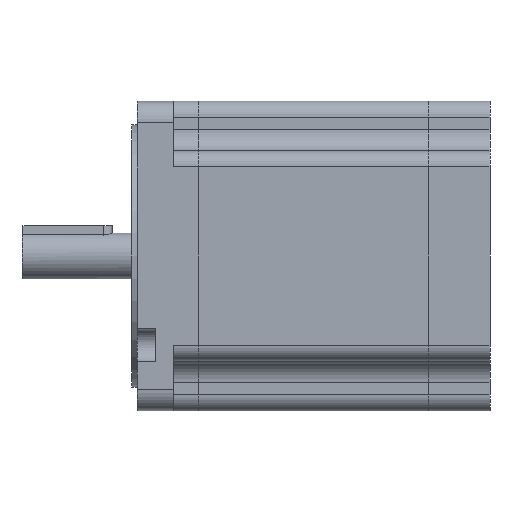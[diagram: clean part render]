
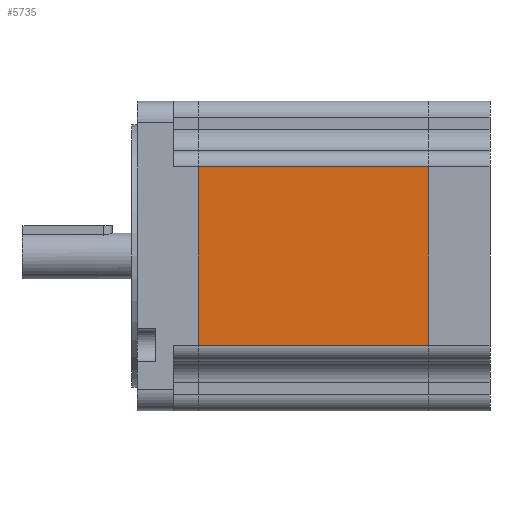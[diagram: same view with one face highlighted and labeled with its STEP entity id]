
A CAD part, left-side view. The second image highlights one B-rep face of the part: STEP entity #5735.
In plain terms, the highlighted planar face has unit normal (-1, 0, 0).
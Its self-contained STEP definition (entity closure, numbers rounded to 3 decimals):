
#92 = CARTESIAN_POINT ( 'NONE',  ( 0., 64., -67.8 ) ) ;
#146 = EDGE_CURVE ( 'NONE', #165, #5998, #3068, .T. ) ;
#165 = VERTEX_POINT ( 'NONE', #1929 ) ;
#576 = PLANE ( 'NONE',  #1148 ) ;
#710 = VECTOR ( 'NONE', #2889, 1000. ) ;
#847 = DIRECTION ( 'NONE',  ( 0., -1., 0. ) ) ;
#1035 = VECTOR ( 'NONE', #847, 1000. ) ;
#1124 = CARTESIAN_POINT ( 'NONE',  ( 0., 0., -67.8 ) ) ;
#1148 = AXIS2_PLACEMENT_3D ( 'NONE', #3859, #2006, #5295 ) ;
#1190 = LINE ( 'NONE', #3658, #1035 ) ;
#1431 = DIRECTION ( 'NONE',  ( 0., -1., 0. ) ) ;
#1815 = EDGE_CURVE ( 'NONE', #5870, #5373, #1190, .T. ) ;
#1929 = CARTESIAN_POINT ( 'NONE',  ( 0., 64., -67.8 ) ) ;
#2006 = DIRECTION ( 'NONE',  ( 1., 0., 0. ) ) ;
#2659 = CARTESIAN_POINT ( 'NONE',  ( 0., 0., -67.8 ) ) ;
#2827 = EDGE_LOOP ( 'NONE', ( #4281, #5739, #4666, #5272 ) ) ;
#2889 = DIRECTION ( 'NONE',  ( 0., 0., 1. ) ) ;
#3010 = VECTOR ( 'NONE', #3928, 1000. ) ;
#3068 = LINE ( 'NONE', #5667, #4457 ) ;
#3658 = CARTESIAN_POINT ( 'NONE',  ( 0., 64., -18.2 ) ) ;
#3751 = EDGE_CURVE ( 'NONE', #5998, #5373, #4398, .T. ) ;
#3859 = CARTESIAN_POINT ( 'NONE',  ( 0., 64., -67.8 ) ) ;
#3928 = DIRECTION ( 'NONE',  ( 0., 0., 1. ) ) ;
#4008 = FACE_OUTER_BOUND ( 'NONE', #2827, .T. ) ;
#4123 = EDGE_CURVE ( 'NONE', #165, #5870, #5433, .T. ) ;
#4281 = ORIENTED_EDGE ( 'NONE', *, *, #3751, .T. ) ;
#4398 = LINE ( 'NONE', #1124, #3010 ) ;
#4457 = VECTOR ( 'NONE', #1431, 1000. ) ;
#4666 = ORIENTED_EDGE ( 'NONE', *, *, #4123, .F. ) ;
#5272 = ORIENTED_EDGE ( 'NONE', *, *, #146, .T. ) ;
#5295 = DIRECTION ( 'NONE',  ( 0., 0., -1. ) ) ;
#5355 = CARTESIAN_POINT ( 'NONE',  ( 0., 0., -18.2 ) ) ;
#5373 = VERTEX_POINT ( 'NONE', #5355 ) ;
#5433 = LINE ( 'NONE', #92, #710 ) ;
#5667 = CARTESIAN_POINT ( 'NONE',  ( 0., 64., -67.8 ) ) ;
#5735 = ADVANCED_FACE ( 'NONE', ( #4008 ), #576, .F. ) ;
#5739 = ORIENTED_EDGE ( 'NONE', *, *, #1815, .F. ) ;
#5820 = CARTESIAN_POINT ( 'NONE',  ( 0., 64., -18.2 ) ) ;
#5870 = VERTEX_POINT ( 'NONE', #5820 ) ;
#5998 = VERTEX_POINT ( 'NONE', #2659 ) ;
